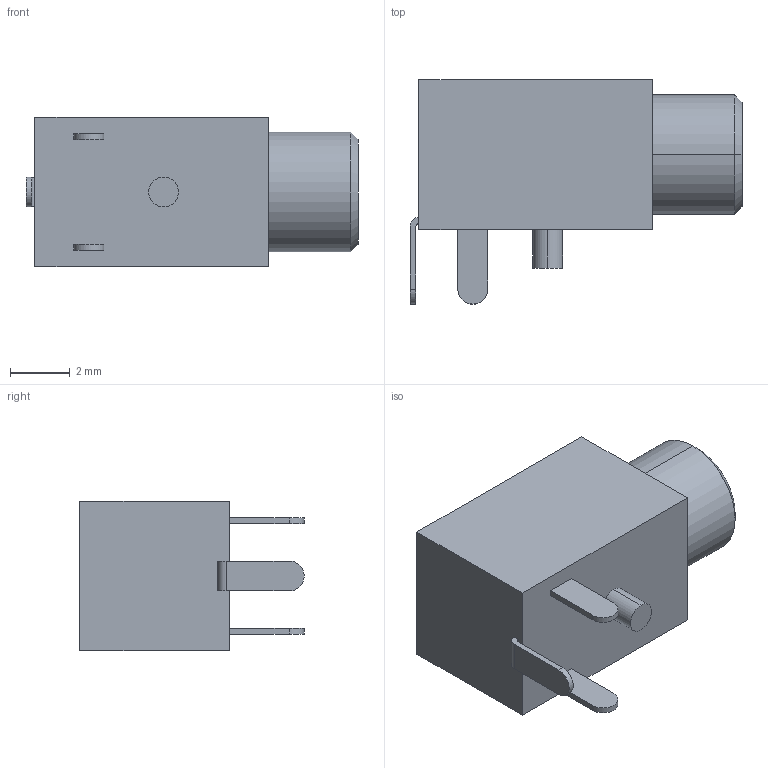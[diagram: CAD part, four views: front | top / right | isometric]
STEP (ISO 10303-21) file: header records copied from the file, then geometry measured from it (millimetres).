
FILE_DESCRIPTION (( 'STEP AP214' ), '1' );
FILE_NAME ('CUI_DEVICES_MJ1-2503A.step', '2020-10-23T22:44:56', ( '' ), ( '' ), 'SwSTEP 2.0', 'SolidWorks 2020', '' );
FILE_SCHEMA (( 'AUTOMOTIVE_DESIGN' ));
Length unit declared in the file: inch
Products named in the file (1): CUI_DEVICES_MJ1-2503A
Bounding box: 11.1 x 7.5 x 5 mm (x, y, z)
Volume: 218.9 mm3; surface area: 288.9 mm2
Topology: 2 solids, 2 shells, 35 faces, 76 edges, 50 vertices
Faces by surface type: plane 22, cylinder 11, cone 2
Entity records: 1438 total; most frequent: DIRECTION 172, CARTESIAN_POINT 162, ORIENTED_EDGE 152, EDGE_CURVE 76, AXIS2_PLACEMENT_3D 60, LINE 52, VECTOR 52, VERTEX_POINT 50
